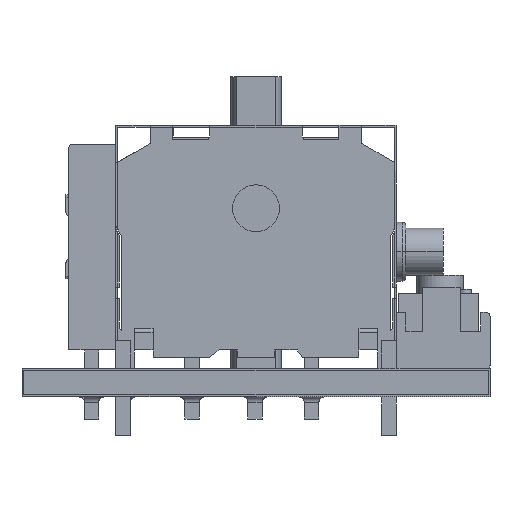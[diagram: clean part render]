
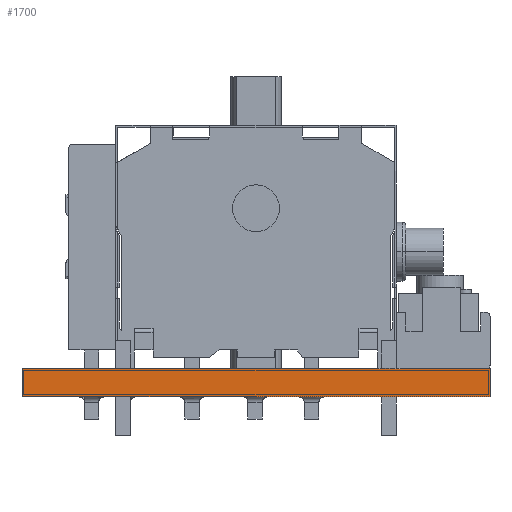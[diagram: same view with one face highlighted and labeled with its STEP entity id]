
A CAD part, front view. The second image highlights one B-rep face of the part: STEP entity #1700.
In plain terms, the highlighted planar face has unit normal (0, -1, 0).
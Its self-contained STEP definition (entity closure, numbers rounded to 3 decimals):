
#690=CARTESIAN_POINT('Vertex',(12.5,-17.,0.75)) ;
#706=CARTESIAN_POINT('Vertex',(-12.5,-17.,0.75)) ;
#709=CARTESIAN_POINT('Line Origine',(0.,-17.,0.75)) ;
#1610=CARTESIAN_POINT('Line Origine',(12.5,-17.,0.)) ;
#1614=CARTESIAN_POINT('Vertex',(12.5,-17.,-0.75)) ;
#1669=CARTESIAN_POINT('Vertex',(-12.5,-17.,-0.75)) ;
#1672=CARTESIAN_POINT('Line Origine',(-12.5,-17.,0.)) ;
#1684=CARTESIAN_POINT('Axis2P3D Location',(12.5,-17.,0.)) ;
#1689=CARTESIAN_POINT('Line Origine',(0.,-17.,-0.75)) ;
#710=DIRECTION('Vector Direction',(-1.,0.,0.)) ;
#1611=DIRECTION('Vector Direction',(0.,0.,1.)) ;
#1673=DIRECTION('Vector Direction',(0.,0.,1.)) ;
#1685=DIRECTION('Axis2P3D Direction',(0.,1.,-0.)) ;
#1686=DIRECTION('Axis2P3D XDirection',(-1.,0.,0.)) ;
#1690=DIRECTION('Vector Direction',(-1.,0.,0.)) ;
#1687=AXIS2_PLACEMENT_3D('Plane Axis2P3D',#1684,#1685,#1686) ;
#1695=ORIENTED_EDGE('',*,*,#1676,.F.) ;
#1696=ORIENTED_EDGE('',*,*,#1693,.T.) ;
#1697=ORIENTED_EDGE('',*,*,#1616,.T.) ;
#1698=ORIENTED_EDGE('',*,*,#713,.F.) ;
#711=VECTOR('Line Direction',#710,1.) ;
#1612=VECTOR('Line Direction',#1611,1.) ;
#1674=VECTOR('Line Direction',#1673,1.) ;
#1691=VECTOR('Line Direction',#1690,1.) ;
#1700=ADVANCED_FACE('',(#1699),#1688,.F.) ;
#713=EDGE_CURVE('',#707,#691,#712,.F.) ;
#1616=EDGE_CURVE('',#1615,#691,#1613,.T.) ;
#1676=EDGE_CURVE('',#1670,#707,#1675,.T.) ;
#1693=EDGE_CURVE('',#1670,#1615,#1692,.F.) ;
#1694=EDGE_LOOP('',(#1695,#1696,#1697,#1698)) ;
#1699=FACE_OUTER_BOUND('',#1694,.T.) ;
#712=LINE('Line',#709,#711) ;
#1613=LINE('Line',#1610,#1612) ;
#1675=LINE('Line',#1672,#1674) ;
#1692=LINE('Line',#1689,#1691) ;
#1688=PLANE('',#1687) ;
#691=VERTEX_POINT('',#690) ;
#707=VERTEX_POINT('',#706) ;
#1615=VERTEX_POINT('',#1614) ;
#1670=VERTEX_POINT('',#1669) ;
